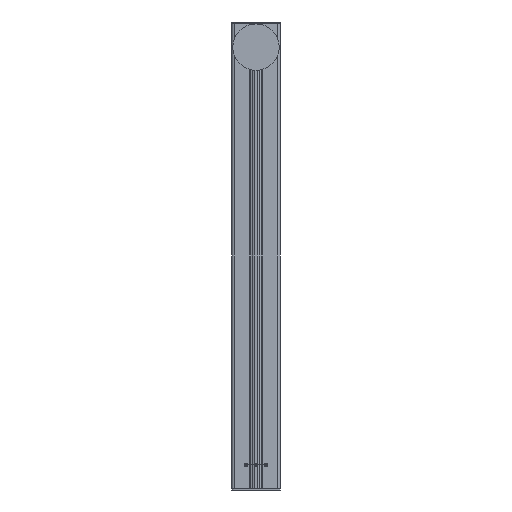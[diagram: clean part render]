
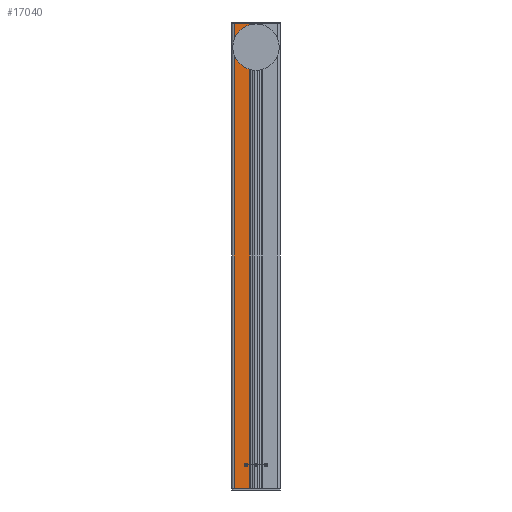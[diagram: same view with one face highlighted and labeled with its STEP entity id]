
A CAD part, front view. The second image highlights one B-rep face of the part: STEP entity #17040.
In plain terms, the highlighted face is planar.
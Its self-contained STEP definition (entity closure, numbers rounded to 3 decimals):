
#384 = VECTOR ( 'NONE', #69058, 1000. ) ;
#2102 = VECTOR ( 'NONE', #40056, 1000. ) ;
#5402 = CARTESIAN_POINT ( 'NONE',  ( -15.556, -600., -394. ) ) ;
#11583 = DIRECTION ( 'NONE',  ( 1., 0., 0. ) ) ;
#12874 = VECTOR ( 'NONE', #26203, 1000. ) ;
#14734 = VERTEX_POINT ( 'NONE', #54816 ) ;
#16149 = LINE ( 'NONE', #42988, #384 ) ;
#17040 = ADVANCED_FACE ( 'NONE', ( #30085 ), #30504, .F. ) ;
#17747 = ORIENTED_EDGE ( 'NONE', *, *, #68510, .T. ) ;
#19956 = CARTESIAN_POINT ( 'NONE',  ( -15.556, 600., -394. ) ) ;
#25390 = EDGE_CURVE ( 'NONE', #53853, #14734, #60310, .T. ) ;
#26203 = DIRECTION ( 'NONE',  ( 1., 0., 0. ) ) ;
#29538 = ORIENTED_EDGE ( 'NONE', *, *, #80433, .F. ) ;
#30085 = FACE_OUTER_BOUND ( 'NONE', #85855, .T. ) ;
#30504 = PLANE ( 'NONE',  #70238 ) ;
#32777 = LINE ( 'NONE', #86652, #12874 ) ;
#33564 = VERTEX_POINT ( 'NONE', #5402 ) ;
#33778 = CARTESIAN_POINT ( 'NONE',  ( -56.707, 600., -394.004 ) ) ;
#40056 = DIRECTION ( 'NONE',  ( 0., -1., 0. ) ) ;
#42988 = CARTESIAN_POINT ( 'NONE',  ( -56.707, -600., -394.004 ) ) ;
#44625 = DIRECTION ( 'NONE',  ( 0., 0., -1. ) ) ;
#45068 = DIRECTION ( 'NONE',  ( 0., -1., 0. ) ) ;
#45939 = LINE ( 'NONE', #46370, #67310 ) ;
#46370 = CARTESIAN_POINT ( 'NONE',  ( -15.556, 600., -394. ) ) ;
#53853 = VERTEX_POINT ( 'NONE', #33778 ) ;
#54816 = CARTESIAN_POINT ( 'NONE',  ( -56.707, -600., -394.004 ) ) ;
#57412 = CARTESIAN_POINT ( 'NONE',  ( -56.707, 600., -394.004 ) ) ;
#60310 = LINE ( 'NONE', #73650, #2102 ) ;
#67310 = VECTOR ( 'NONE', #45068, 1000. ) ;
#68510 = EDGE_CURVE ( 'NONE', #14734, #33564, #16149, .T. ) ;
#69058 = DIRECTION ( 'NONE',  ( 1., 0., 0. ) ) ;
#70147 = VERTEX_POINT ( 'NONE', #19956 ) ;
#70238 = AXIS2_PLACEMENT_3D ( 'NONE', #57412, #44625, #11583 ) ;
#73650 = CARTESIAN_POINT ( 'NONE',  ( -56.707, 600., -394.004 ) ) ;
#76611 = ORIENTED_EDGE ( 'NONE', *, *, #86022, .F. ) ;
#80433 = EDGE_CURVE ( 'NONE', #70147, #33564, #45939, .T. ) ;
#80512 = ORIENTED_EDGE ( 'NONE', *, *, #25390, .T. ) ;
#85855 = EDGE_LOOP ( 'NONE', ( #17747, #29538, #76611, #80512 ) ) ;
#86022 = EDGE_CURVE ( 'NONE', #53853, #70147, #32777, .T. ) ;
#86652 = CARTESIAN_POINT ( 'NONE',  ( -56.707, 600., -394.004 ) ) ;
